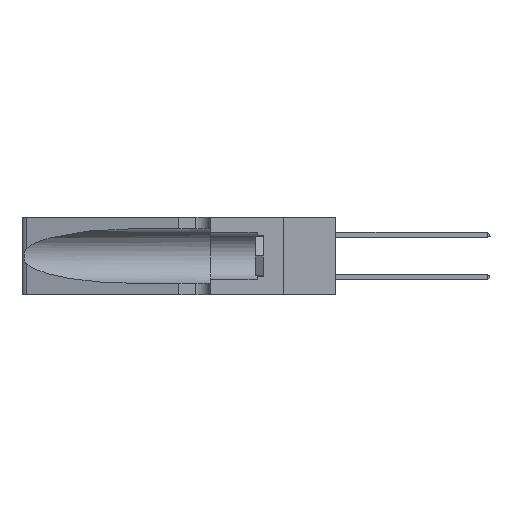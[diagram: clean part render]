
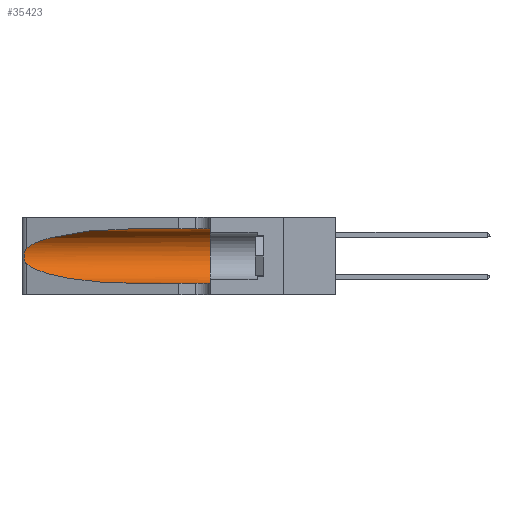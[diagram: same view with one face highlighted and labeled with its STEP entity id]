
A CAD part, left-side view. The second image highlights one B-rep face of the part: STEP entity #35423.
In plain terms, the highlighted cylindrical face has radius 3.308 mm (diameter 6.617 mm), a partial arc.
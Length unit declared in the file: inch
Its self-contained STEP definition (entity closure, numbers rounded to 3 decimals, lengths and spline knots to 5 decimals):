
#1661 = CARTESIAN_POINT ( 'NONE',  ( 0.25555, 1.22994, 0.2215 ) ) ;
#1779 = CARTESIAN_POINT ( 'NONE',  ( 0.25487, 1.22718, 0.14631 ) ) ;
#2255 = VERTEX_POINT ( 'NONE', #30648 ) ;
#2642 = CARTESIAN_POINT ( 'NONE',  ( 0.2373, 1.15595, 0.28018 ) ) ;
#3341 = LINE ( 'NONE', #9089, #34422 ) ;
#4649 = EDGE_CURVE ( 'NONE', #15735, #2255, #39249, .T. ) ;
#4898 = CARTESIAN_POINT ( 'NONE',  ( 0.25639, 1.23184, 0.21858 ) ) ;
#4930 = CARTESIAN_POINT ( 'NONE',  ( 0.1305, 0.72297, 0.31525 ) ) ;
#5310 =( BOUNDED_CURVE ( )  B_SPLINE_CURVE ( 3, ( #18297, #36658, #2642, #24488 ),
 .UNSPECIFIED., .F., .F. ) 
 B_SPLINE_CURVE_WITH_KNOTS ( ( 4, 4 ),
 ( 1.5708, 2.84003 ),
 .UNSPECIFIED. ) 
 CURVE ( )  GEOMETRIC_REPRESENTATION_ITEM ( )  RATIONAL_B_SPLINE_CURVE ( ( 1., 0.87, 0.87, 1. ) ) 
 REPRESENTATION_ITEM ( '' )  );
#8071 = CARTESIAN_POINT ( 'NONE',  ( 0.25854, 1.2359, 0.20912 ) ) ;
#9089 = CARTESIAN_POINT ( 'NONE',  ( 0.1305, 1.61858, 0.05475 ) ) ;
#10526 = FACE_OUTER_BOUND ( 'NONE', #13708, .T. ) ;
#11189 = CARTESIAN_POINT ( 'NONE',  ( 0.26075, 1.23896, 0.19203 ) ) ;
#11194 = VERTEX_POINT ( 'NONE', #32818 ) ;
#11388 = CARTESIAN_POINT ( 'NONE',  ( 0.25487, 1.22718, 0.14631 ) ) ;
#12207 = DIRECTION ( 'NONE',  ( 0., -1., 0. ) ) ;
#12913 = DIRECTION ( 'NONE',  ( 0., 1., 0. ) ) ;
#13708 = EDGE_LOOP ( 'NONE', ( #21239, #29225, #25808, #15969, #19072, #20303 ) ) ;
#14232 = CARTESIAN_POINT ( 'NONE',  ( 0.1305, 0.72297, 0.05475 ) ) ;
#14299 = CARTESIAN_POINT ( 'NONE',  ( 0.26017, 1.23833, 0.17102 ) ) ;
#14323 = AXIS2_PLACEMENT_3D ( 'NONE', #31430, #12913, #34529 ) ;
#14494 = CARTESIAN_POINT ( 'NONE',  ( 0.18966, 0.96281, 0.05475 ) ) ;
#15506 = VERTEX_POINT ( 'NONE', #34734 ) ;
#15712 = VECTOR ( 'NONE', #38172, 39.37008 ) ;
#15735 = VERTEX_POINT ( 'NONE', #4930 ) ;
#15969 = ORIENTED_EDGE ( 'NONE', *, *, #39223, .T. ) ;
#16404 = CARTESIAN_POINT ( 'NONE',  ( 0.1305, 1.61858, 0.185 ) ) ;
#16904 = VERTEX_POINT ( 'NONE', #22937 ) ;
#17451 = CARTESIAN_POINT ( 'NONE',  ( 0.25789, 1.23486, 0.15765 ) ) ;
#17775 = EDGE_CURVE ( 'NONE', #15735, #11194, #5310, .T. ) ;
#18297 = CARTESIAN_POINT ( 'NONE',  ( 0.1305, 0.72297, 0.31525 ) ) ;
#19072 = ORIENTED_EDGE ( 'NONE', *, *, #22449, .F. ) ;
#19605 = AXIS2_PLACEMENT_3D ( 'NONE', #16404, #31792, #37892 ) ;
#20303 = ORIENTED_EDGE ( 'NONE', *, *, #4649, .F. ) ;
#20316 = CARTESIAN_POINT ( 'NONE',  ( 0.25487, 1.22718, 0.22369 ) ) ;
#20584 = CARTESIAN_POINT ( 'NONE',  ( 0.25555, 1.22993, 0.14849 ) ) ;
#21239 = ORIENTED_EDGE ( 'NONE', *, *, #17775, .T. ) ;
#22086 = EDGE_CURVE ( 'NONE', #11194, #15506, #31142, .T. ) ;
#22449 = EDGE_CURVE ( 'NONE', #2255, #16904, #27359, .T. ) ;
#22937 = CARTESIAN_POINT ( 'NONE',  ( 0.1305, 0.35, 0.05475 ) ) ;
#24488 = CARTESIAN_POINT ( 'NONE',  ( 0.25487, 1.22718, 0.22369 ) ) ;
#25808 = ORIENTED_EDGE ( 'NONE', *, *, #33648, .T. ) ;
#26633 = CARTESIAN_POINT ( 'NONE',  ( 0.25787, 1.23484, 0.2124 ) ) ;
#27359 = CIRCLE ( 'NONE', #14323, 0.13025 ) ;
#29121 = CARTESIAN_POINT ( 'NONE',  ( 0.1305, 1.61858, 0.31525 ) ) ;
#29225 = ORIENTED_EDGE ( 'NONE', *, *, #22086, .T. ) ;
#29709 = CARTESIAN_POINT ( 'NONE',  ( 0.26018, 1.23835, 0.19895 ) ) ;
#30648 = CARTESIAN_POINT ( 'NONE',  ( 0.1305, 0.35, 0.31525 ) ) ;
#31142 = B_SPLINE_CURVE_WITH_KNOTS ( 'NONE', 3,
 ( #20316, #1661, #4898, #26633, #8071, #29709, #11189, #32821, #14299, #35862, #17451, #38882, #20584, #1779 ),
 .UNSPECIFIED., .F., .F.,
 ( 4, 2, 2, 2, 2, 2, 4 ),
 ( 0., 0.00027, 0.00053, 0.00107, 0.0016, 0.00187, 0.00214 ),
 .UNSPECIFIED. ) ;
#31430 = CARTESIAN_POINT ( 'NONE',  ( 0.1305, 0.35, 0.185 ) ) ;
#31613 = VERTEX_POINT ( 'NONE', #14232 ) ;
#31792 = DIRECTION ( 'NONE',  ( 0., -1., 0. ) ) ;
#32818 = CARTESIAN_POINT ( 'NONE',  ( 0.25487, 1.22718, 0.22369 ) ) ;
#32821 = CARTESIAN_POINT ( 'NONE',  ( 0.26075, 1.23896, 0.178 ) ) ;
#33012 = CARTESIAN_POINT ( 'NONE',  ( 0.2373, 1.15595, 0.08982 ) ) ;
#33648 = EDGE_CURVE ( 'NONE', #15506, #31613, #35311, .T. ) ;
#34219 = CYLINDRICAL_SURFACE ( 'NONE', #19605, 0.13025 ) ;
#34422 = VECTOR ( 'NONE', #12207, 39.37008 ) ;
#34529 = DIRECTION ( 'NONE',  ( 0., 0., 1. ) ) ;
#34734 = CARTESIAN_POINT ( 'NONE',  ( 0.25487, 1.22718, 0.14631 ) ) ;
#35311 =( BOUNDED_CURVE ( )  B_SPLINE_CURVE ( 3, ( #11388, #33012, #14494, #36045 ),
 .UNSPECIFIED., .F., .T. ) 
 B_SPLINE_CURVE_WITH_KNOTS ( ( 4, 4 ),
 ( 3.44316, 4.71239 ),
 .UNSPECIFIED. ) 
 CURVE ( )  GEOMETRIC_REPRESENTATION_ITEM ( )  RATIONAL_B_SPLINE_CURVE ( ( 1., 0.87, 0.87, 1. ) ) 
 REPRESENTATION_ITEM ( '' )  );
#35423 = ADVANCED_FACE ( 'NONE', ( #10526 ), #34219, .F. ) ;
#35862 = CARTESIAN_POINT ( 'NONE',  ( 0.25856, 1.23593, 0.16098 ) ) ;
#36045 = CARTESIAN_POINT ( 'NONE',  ( 0.1305, 0.72297, 0.05475 ) ) ;
#36658 = CARTESIAN_POINT ( 'NONE',  ( 0.18966, 0.96281, 0.31525 ) ) ;
#37892 = DIRECTION ( 'NONE',  ( 0., 0., -1. ) ) ;
#38172 = DIRECTION ( 'NONE',  ( 0., -1., 0. ) ) ;
#38882 = CARTESIAN_POINT ( 'NONE',  ( 0.25639, 1.23186, 0.15144 ) ) ;
#39223 = EDGE_CURVE ( 'NONE', #31613, #16904, #3341, .T. ) ;
#39249 = LINE ( 'NONE', #29121, #15712 ) ;
